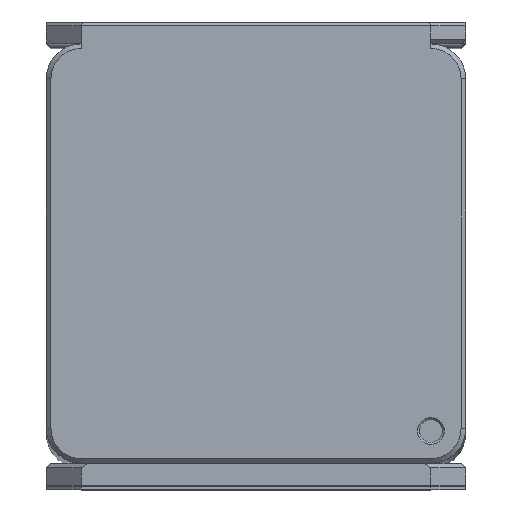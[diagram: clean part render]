
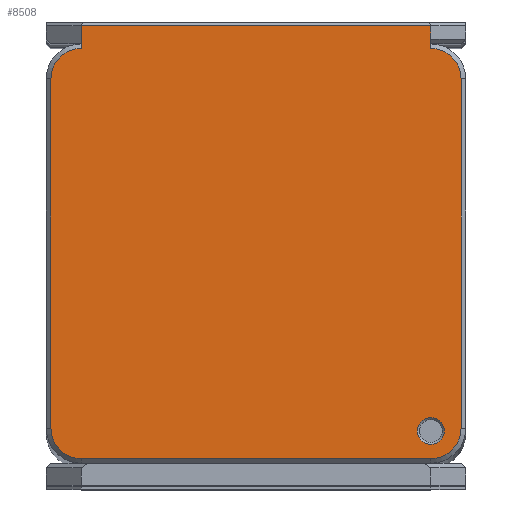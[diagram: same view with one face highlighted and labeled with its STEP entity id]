
A CAD part, top view. The second image highlights one B-rep face of the part: STEP entity #8508.
In plain terms, the highlighted planar face has unit normal (0, 0, 1).
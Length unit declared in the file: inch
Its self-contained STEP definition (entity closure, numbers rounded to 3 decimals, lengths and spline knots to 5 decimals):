
#82 = EDGE_LOOP ( 'NONE', ( #4762, #4761, #4760, #4759, #4758, #4757, #4756, #4755, #4754, #4753, #4752, #4751 ) ) ;
#103 = EDGE_LOOP ( 'NONE', ( #4750, #4749 ) ) ;
#280 = CIRCLE ( 'NONE', #1191, 0.385 ) ;
#340 = AXIS2_PLACEMENT_3D ( 'NONE', #7410, #7438, #7439 ) ;
#457 = EDGE_CURVE ( 'NONE', #5898, #5876, #280, .T. ) ;
#659 = EDGE_CURVE ( 'NONE', #5929, #5992, #2064, .T. ) ;
#665 = EDGE_CURVE ( 'NONE', #5930, #6019, #2052, .T. ) ;
#666 = EDGE_CURVE ( 'NONE', #5930, #5995, #2053, .T. ) ;
#667 = EDGE_CURVE ( 'NONE', #6012, #5929, #2051, .T. ) ;
#671 = EDGE_CURVE ( 'NONE', #5928, #6012, #2054, .T. ) ;
#672 = EDGE_CURVE ( 'NONE', #5992, #6019, #2043, .T. ) ;
#674 = EDGE_CURVE ( 'NONE', #5995, #6018, #2037, .T. ) ;
#676 = EDGE_CURVE ( 'NONE', #6018, #5931, #2044, .T. ) ;
#678 = EDGE_CURVE ( 'NONE', #5931, #5993, #2031, .T. ) ;
#681 = EDGE_CURVE ( 'NONE', #5993, #6013, #2055, .T. ) ;
#682 = EDGE_CURVE ( 'NONE', #6013, #5932, #2027, .T. ) ;
#683 = EDGE_CURVE ( 'NONE', #5928, #5932, #2034, .T. ) ;
#688 = EDGE_CURVE ( 'NONE', #5876, #5898, #2015, .T. ) ;
#1191 = AXIS2_PLACEMENT_3D ( 'NONE', #4442, #4441, #4439 ) ;
#2015 = CIRCLE ( 'NONE', #6590, 0.385 ) ;
#2027 = CIRCLE ( 'NONE', #6589, 0.86742 ) ;
#2030 = VECTOR ( 'NONE', #3752, 39.37008 ) ;
#2031 = CIRCLE ( 'NONE', #6591, 0.86742 ) ;
#2033 = VECTOR ( 'NONE', #3764, 39.37008 ) ;
#2034 = LINE ( 'NONE', #3754, #2030 ) ;
#2037 = CIRCLE ( 'NONE', #6595, 0.86742 ) ;
#2039 = VECTOR ( 'NONE', #3785, 39.37008 ) ;
#2041 = VECTOR ( 'NONE', #3806, 39.37008 ) ;
#2043 = LINE ( 'NONE', #3808, #2041 ) ;
#2044 = LINE ( 'NONE', #3787, #2039 ) ;
#2045 = VECTOR ( 'NONE', #3811, 39.37008 ) ;
#2049 = VECTOR ( 'NONE', #3822, 39.37008 ) ;
#2051 = LINE ( 'NONE', #3824, #2049 ) ;
#2052 = CIRCLE ( 'NONE', #6594, 0.86742 ) ;
#2053 = LINE ( 'NONE', #3842, #2057 ) ;
#2054 = LINE ( 'NONE', #3829, #2045 ) ;
#2055 = LINE ( 'NONE', #3766, #2033 ) ;
#2057 = VECTOR ( 'NONE', #3827, 39.37008 ) ;
#2063 = VECTOR ( 'NONE', #3857, 39.37008 ) ;
#2064 = LINE ( 'NONE', #3858, #2063 ) ;
#3733 = DIRECTION ( 'NONE',  ( 1., 0., 0. ) ) ;
#3736 = DIRECTION ( 'NONE',  ( 0., 0., 1. ) ) ;
#3738 = CARTESIAN_POINT ( 'NONE',  ( 8., -8.5, 44. ) ) ;
#3752 = DIRECTION ( 'NONE',  ( 0., -1., 0. ) ) ;
#3754 = CARTESIAN_POINT ( 'NONE',  ( 7.99871, 2.44371, 44. ) ) ;
#3756 = DIRECTION ( 'NONE',  ( 1., 0., 0. ) ) ;
#3758 = DIRECTION ( 'NONE',  ( 0., 0., 1. ) ) ;
#3764 = DIRECTION ( 'NONE',  ( 0., 1., 0. ) ) ;
#3766 = CARTESIAN_POINT ( 'NONE',  ( 8.86613, -8.42371, 44. ) ) ;
#3777 = DIRECTION ( 'NONE',  ( 1., 0., 0. ) ) ;
#3779 = DIRECTION ( 'NONE',  ( 0., 0., 1. ) ) ;
#3783 = CARTESIAN_POINT ( 'NONE',  ( 7.99871, 1.57629, 44. ) ) ;
#3785 = DIRECTION ( 'NONE',  ( 1., 0., 0. ) ) ;
#3787 = CARTESIAN_POINT ( 'NONE',  ( -2.00129, -9.29113, 44. ) ) ;
#3798 = DIRECTION ( 'NONE',  ( 1., 0., 0. ) ) ;
#3800 = DIRECTION ( 'NONE',  ( 0., 0., 1. ) ) ;
#3803 = CARTESIAN_POINT ( 'NONE',  ( 7.99871, -8.42371, 44. ) ) ;
#3806 = DIRECTION ( 'NONE',  ( 0., -1., 0. ) ) ;
#3808 = CARTESIAN_POINT ( 'NONE',  ( -2.00129, 2.44371, 44. ) ) ;
#3811 = DIRECTION ( 'NONE',  ( 0., 1., 0. ) ) ;
#3815 = CARTESIAN_POINT ( 'NONE',  ( -2.00129, -8.42371, 44. ) ) ;
#3822 = DIRECTION ( 'NONE',  ( -1., 0., 0. ) ) ;
#3824 = CARTESIAN_POINT ( 'NONE',  ( -2.00129, 3.10129, 44. ) ) ;
#3827 = DIRECTION ( 'NONE',  ( 0., -1., 0. ) ) ;
#3829 = CARTESIAN_POINT ( 'NONE',  ( 7.99871, 3.20129, 44. ) ) ;
#3831 = DIRECTION ( 'NONE',  ( -1., 0., 0. ) ) ;
#3834 = DIRECTION ( 'NONE',  ( 0., 0., -1. ) ) ;
#3837 = CARTESIAN_POINT ( 'NONE',  ( -2.00129, 1.57629, 44. ) ) ;
#3842 = CARTESIAN_POINT ( 'NONE',  ( -2.86871, 1.57629, 44. ) ) ;
#3857 = DIRECTION ( 'NONE',  ( 0., -1., 0. ) ) ;
#3858 = CARTESIAN_POINT ( 'NONE',  ( -2.00129, 2.57629, 44. ) ) ;
#4439 = DIRECTION ( 'NONE',  ( 1., 0., 0. ) ) ;
#4441 = DIRECTION ( 'NONE',  ( 0., 0., 1. ) ) ;
#4442 = CARTESIAN_POINT ( 'NONE',  ( 8., -8.5, 44. ) ) ;
#4749 = ORIENTED_EDGE ( 'NONE', *, *, #457, .F. ) ;
#4750 = ORIENTED_EDGE ( 'NONE', *, *, #688, .F. ) ;
#4751 = ORIENTED_EDGE ( 'NONE', *, *, #683, .F. ) ;
#4752 = ORIENTED_EDGE ( 'NONE', *, *, #682, .T. ) ;
#4753 = ORIENTED_EDGE ( 'NONE', *, *, #681, .T. ) ;
#4754 = ORIENTED_EDGE ( 'NONE', *, *, #678, .T. ) ;
#4755 = ORIENTED_EDGE ( 'NONE', *, *, #676, .T. ) ;
#4756 = ORIENTED_EDGE ( 'NONE', *, *, #674, .T. ) ;
#4757 = ORIENTED_EDGE ( 'NONE', *, *, #666, .T. ) ;
#4758 = ORIENTED_EDGE ( 'NONE', *, *, #665, .F. ) ;
#4759 = ORIENTED_EDGE ( 'NONE', *, *, #672, .T. ) ;
#4760 = ORIENTED_EDGE ( 'NONE', *, *, #659, .T. ) ;
#4761 = ORIENTED_EDGE ( 'NONE', *, *, #667, .T. ) ;
#4762 = ORIENTED_EDGE ( 'NONE', *, *, #671, .T. ) ;
#5876 = VERTEX_POINT ( 'NONE', #7436 ) ;
#5898 = VERTEX_POINT ( 'NONE', #7374 ) ;
#5928 = VERTEX_POINT ( 'NONE', #7242 ) ;
#5929 = VERTEX_POINT ( 'NONE', #7239 ) ;
#5930 = VERTEX_POINT ( 'NONE', #7235 ) ;
#5931 = VERTEX_POINT ( 'NONE', #7233 ) ;
#5932 = VERTEX_POINT ( 'NONE', #7229 ) ;
#5992 = VERTEX_POINT ( 'NONE', #6700 ) ;
#5993 = VERTEX_POINT ( 'NONE', #6701 ) ;
#5995 = VERTEX_POINT ( 'NONE', #6705 ) ;
#6012 = VERTEX_POINT ( 'NONE', #6734 ) ;
#6013 = VERTEX_POINT ( 'NONE', #6735 ) ;
#6018 = VERTEX_POINT ( 'NONE', #6743 ) ;
#6019 = VERTEX_POINT ( 'NONE', #6744 ) ;
#6589 = AXIS2_PLACEMENT_3D ( 'NONE', #3783, #3758, #3756 ) ;
#6590 = AXIS2_PLACEMENT_3D ( 'NONE', #3738, #3736, #3733 ) ;
#6591 = AXIS2_PLACEMENT_3D ( 'NONE', #3803, #3779, #3777 ) ;
#6594 = AXIS2_PLACEMENT_3D ( 'NONE', #3837, #3834, #3831 ) ;
#6595 = AXIS2_PLACEMENT_3D ( 'NONE', #3815, #3800, #3798 ) ;
#6700 = CARTESIAN_POINT ( 'NONE',  ( -2.00129, 2.57629, 44. ) ) ;
#6701 = CARTESIAN_POINT ( 'NONE',  ( 8.86613, -8.42371, 44. ) ) ;
#6705 = CARTESIAN_POINT ( 'NONE',  ( -2.86871, -8.42371, 44. ) ) ;
#6734 = CARTESIAN_POINT ( 'NONE',  ( 7.99871, 3.10129, 44. ) ) ;
#6735 = CARTESIAN_POINT ( 'NONE',  ( 8.86613, 1.57629, 44. ) ) ;
#6743 = CARTESIAN_POINT ( 'NONE',  ( -2.00129, -9.29113, 44. ) ) ;
#6744 = CARTESIAN_POINT ( 'NONE',  ( -2.00129, 2.44371, 44. ) ) ;
#7229 = CARTESIAN_POINT ( 'NONE',  ( 7.99871, 2.44371, 44. ) ) ;
#7233 = CARTESIAN_POINT ( 'NONE',  ( 7.99871, -9.29113, 44. ) ) ;
#7235 = CARTESIAN_POINT ( 'NONE',  ( -2.86871, 1.57629, 44. ) ) ;
#7239 = CARTESIAN_POINT ( 'NONE',  ( -2.00129, 3.10129, 44. ) ) ;
#7242 = CARTESIAN_POINT ( 'NONE',  ( 7.99871, 2.70129, 44. ) ) ;
#7374 = CARTESIAN_POINT ( 'NONE',  ( 7.615, -8.5, 44. ) ) ;
#7409 = PLANE ( 'NONE',  #340 ) ;
#7410 = CARTESIAN_POINT ( 'NONE',  ( -2.00129, 1.57629, 44. ) ) ;
#7436 = CARTESIAN_POINT ( 'NONE',  ( 8.385, -8.5, 44. ) ) ;
#7438 = DIRECTION ( 'NONE',  ( 0., 0., 1. ) ) ;
#7439 = DIRECTION ( 'NONE',  ( 1., 0., 0. ) ) ;
#8047 = FACE_BOUND ( 'NONE', #103, .T. ) ;
#8048 = FACE_OUTER_BOUND ( 'NONE', #82, .T. ) ;
#8508 = ADVANCED_FACE ( 'NONE', ( #8048, #8047 ), #7409, .T. ) ;
